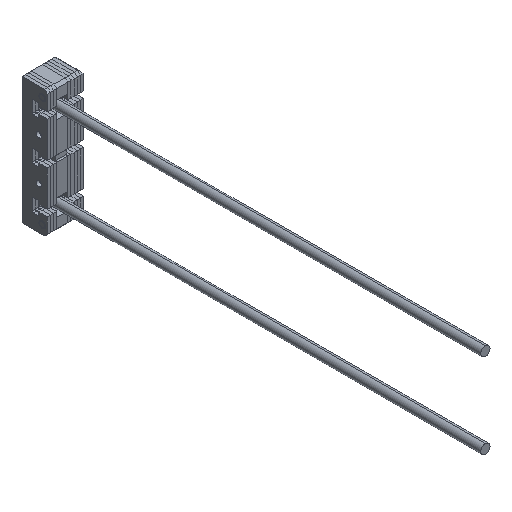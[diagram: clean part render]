
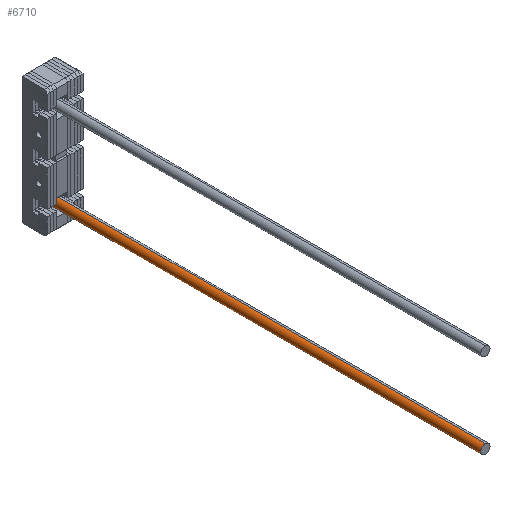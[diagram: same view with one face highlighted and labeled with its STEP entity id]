
A CAD part, isometric view. The second image highlights one B-rep face of the part: STEP entity #6710.
In plain terms, the highlighted cylindrical face has radius 2.145 mm (diameter 4.29 mm), a partial arc.
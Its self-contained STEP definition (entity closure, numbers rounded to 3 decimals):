
#152 = EDGE_LOOP ( 'NONE', ( #4509, #809, #2479, #2695 ) ) ;
#276 = VERTEX_POINT ( 'NONE', #7690 ) ;
#381 = CARTESIAN_POINT ( 'NONE',  ( 0., -207., 0. ) ) ;
#463 = CARTESIAN_POINT ( 'NONE',  ( 0., -207., -2.145 ) ) ;
#570 = VERTEX_POINT ( 'NONE', #4814 ) ;
#746 = CIRCLE ( 'NONE', #3689, 2.145 ) ;
#809 = ORIENTED_EDGE ( 'NONE', *, *, #7104, .F. ) ;
#907 = LINE ( 'NONE', #4099, #6335 ) ;
#1156 = EDGE_CURVE ( 'NONE', #7451, #570, #6531, .T. ) ;
#1355 = EDGE_CURVE ( 'NONE', #276, #570, #3496, .T. ) ;
#1702 = DIRECTION ( 'NONE',  ( 0., 0., 1. ) ) ;
#1779 = CARTESIAN_POINT ( 'NONE',  ( 0., -3., 0. ) ) ;
#2027 = AXIS2_PLACEMENT_3D ( 'NONE', #5334, #2821, #1702 ) ;
#2415 = DIRECTION ( 'NONE',  ( 0., -1., 0. ) ) ;
#2479 = ORIENTED_EDGE ( 'NONE', *, *, #7590, .T. ) ;
#2695 = ORIENTED_EDGE ( 'NONE', *, *, #1355, .T. ) ;
#2821 = DIRECTION ( 'NONE',  ( 0., 1., 0. ) ) ;
#2859 = VECTOR ( 'NONE', #2913, 1000. ) ;
#2913 = DIRECTION ( 'NONE',  ( 0., 1., 0. ) ) ;
#3496 = CIRCLE ( 'NONE', #5529, 2.145 ) ;
#3689 = AXIS2_PLACEMENT_3D ( 'NONE', #381, #6451, #7623 ) ;
#4099 = CARTESIAN_POINT ( 'NONE',  ( 0., -207., 2.145 ) ) ;
#4446 = VERTEX_POINT ( 'NONE', #7793 ) ;
#4509 = ORIENTED_EDGE ( 'NONE', *, *, #1156, .F. ) ;
#4614 = FACE_OUTER_BOUND ( 'NONE', #152, .T. ) ;
#4814 = CARTESIAN_POINT ( 'NONE',  ( 0., -3., -2.145 ) ) ;
#5131 = DIRECTION ( 'NONE',  ( 0., 1., 0. ) ) ;
#5334 = CARTESIAN_POINT ( 'NONE',  ( 0., -207., 0. ) ) ;
#5373 = CYLINDRICAL_SURFACE ( 'NONE', #2027, 2.145 ) ;
#5529 = AXIS2_PLACEMENT_3D ( 'NONE', #1779, #2415, #7322 ) ;
#5568 = CARTESIAN_POINT ( 'NONE',  ( 0., -207., -2.145 ) ) ;
#6335 = VECTOR ( 'NONE', #5131, 1000. ) ;
#6451 = DIRECTION ( 'NONE',  ( 0., -1., 0. ) ) ;
#6531 = LINE ( 'NONE', #463, #2859 ) ;
#6710 = ADVANCED_FACE ( 'NONE', ( #4614 ), #5373, .T. ) ;
#7104 = EDGE_CURVE ( 'NONE', #4446, #7451, #746, .T. ) ;
#7322 = DIRECTION ( 'NONE',  ( 0., 0., -1. ) ) ;
#7451 = VERTEX_POINT ( 'NONE', #5568 ) ;
#7590 = EDGE_CURVE ( 'NONE', #4446, #276, #907, .T. ) ;
#7623 = DIRECTION ( 'NONE',  ( 0., 0., -1. ) ) ;
#7690 = CARTESIAN_POINT ( 'NONE',  ( 0., -3., 2.145 ) ) ;
#7793 = CARTESIAN_POINT ( 'NONE',  ( 0., -207., 2.145 ) ) ;
